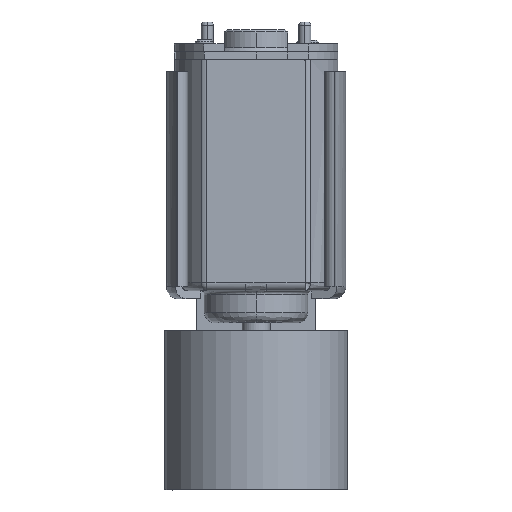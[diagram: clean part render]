
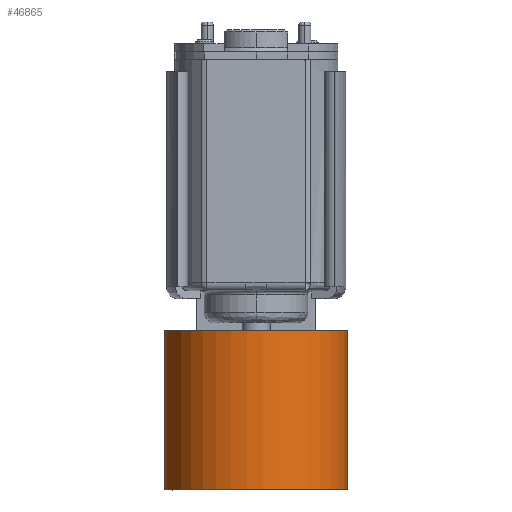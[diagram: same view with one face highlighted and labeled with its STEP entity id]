
A CAD part, top view. The second image highlights one B-rep face of the part: STEP entity #46865.
In plain terms, the highlighted face is a revolution surface.
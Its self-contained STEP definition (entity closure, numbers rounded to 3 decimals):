
#46865 = ADVANCED_FACE('',(#46866),#46902,.T.);
#46866 = FACE_BOUND('',#46867,.T.);
#46867 = EDGE_LOOP('',(#46868,#46878,#46887,#46895));
#46868 = ORIENTED_EDGE('',*,*,#46869,.F.);
#46869 = EDGE_CURVE('',#46870,#46872,#46874,.T.);
#46870 = VERTEX_POINT('',#46871);
#46871 = CARTESIAN_POINT('',(-2.29,-2.,-0.219));
#46872 = VERTEX_POINT('',#46873);
#46873 = CARTESIAN_POINT('',(-2.29,2.,-0.219));
#46874 = LINE('',#46875,#46876);
#46875 = CARTESIAN_POINT('',(-2.29,-2.,-0.219));
#46876 = VECTOR('',#46877,1.);
#46877 = DIRECTION('',(0.,1.,0.));
#46878 = ORIENTED_EDGE('',*,*,#46879,.F.);
#46879 = EDGE_CURVE('',#46880,#46870,#46882,.T.);
#46880 = VERTEX_POINT('',#46881);
#46881 = CARTESIAN_POINT('',(2.29,-2.,-0.219));
#46882 = CIRCLE('',#46883,2.3);
#46883 = AXIS2_PLACEMENT_3D('',#46884,#46885,#46886);
#46884 = CARTESIAN_POINT('',(0.,-2.,0.));
#46885 = DIRECTION('',(0.,1.,0.));
#46886 = DIRECTION('',(0.995,0.,
    -0.095));
#46887 = ORIENTED_EDGE('',*,*,#46888,.F.);
#46888 = EDGE_CURVE('',#46889,#46880,#46891,.T.);
#46889 = VERTEX_POINT('',#46890);
#46890 = CARTESIAN_POINT('',(2.29,2.,-0.219));
#46891 = LINE('',#46892,#46893);
#46892 = CARTESIAN_POINT('',(2.29,2.,-0.219));
#46893 = VECTOR('',#46894,1.);
#46894 = DIRECTION('',(0.,-1.,0.));
#46895 = ORIENTED_EDGE('',*,*,#46896,.F.);
#46896 = EDGE_CURVE('',#46872,#46889,#46897,.T.);
#46897 = CIRCLE('',#46898,2.3);
#46898 = AXIS2_PLACEMENT_3D('',#46899,#46900,#46901);
#46899 = CARTESIAN_POINT('',(0.,2.,0.));
#46900 = DIRECTION('',(0.,-1.,0.));
#46901 = DIRECTION('',(-0.995,0.,
    -0.095));
#46902 = SURFACE_OF_REVOLUTION('',#46903,#46907);
#46903 = LINE('',#46904,#46905);
#46904 = CARTESIAN_POINT('',(0.,-2.,2.3));
#46905 = VECTOR('',#46906,1.);
#46906 = DIRECTION('',(0.,1.,0.));
#46907 = AXIS1_PLACEMENT('',#46908,#46909);
#46908 = CARTESIAN_POINT('',(0.,-2.,0.));
#46909 = DIRECTION('',(0.,-1.,0.));
